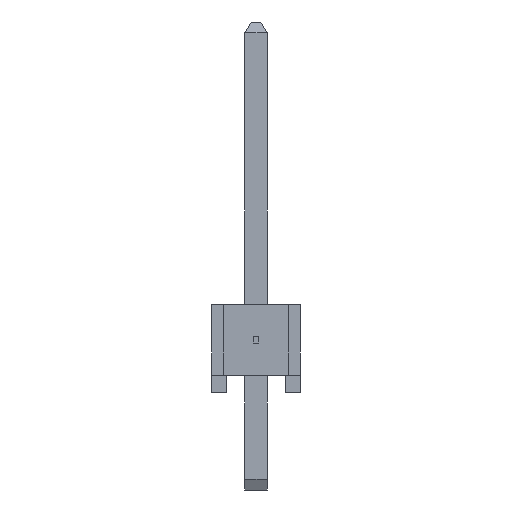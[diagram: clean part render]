
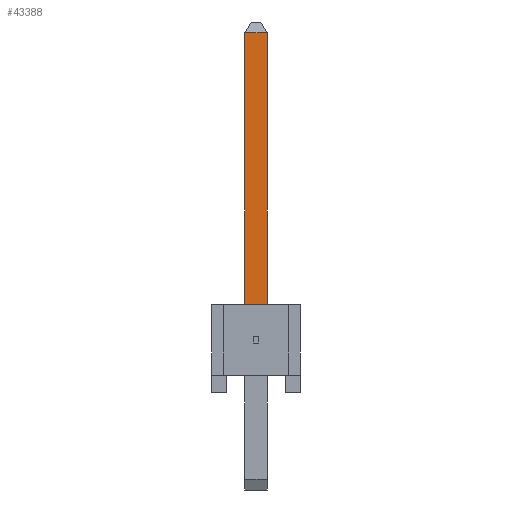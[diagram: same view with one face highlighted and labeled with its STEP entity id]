
A CAD part, left-side view. The second image highlights one B-rep face of the part: STEP entity #43388.
In plain terms, the highlighted planar face has unit normal (-1, 0, 0).
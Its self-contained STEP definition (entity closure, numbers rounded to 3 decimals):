
#43388 = ADVANCED_FACE('',(#43389),#43423,.F.);
#43389 = FACE_BOUND('',#43390,.T.);
#43390 = EDGE_LOOP('',(#43391,#43401,#43409,#43417));
#43391 = ORIENTED_EDGE('',*,*,#43392,.T.);
#43392 = EDGE_CURVE('',#43393,#43395,#43397,.T.);
#43393 = VERTEX_POINT('',#43394);
#43394 = CARTESIAN_POINT('',(-43.498,13.157,0.318));
#43395 = VERTEX_POINT('',#43396);
#43396 = CARTESIAN_POINT('',(-43.498,13.157,-0.318));
#43397 = LINE('',#43398,#43399);
#43398 = CARTESIAN_POINT('',(-43.498,13.157,2.54));
#43399 = VECTOR('',#43400,1.);
#43400 = DIRECTION('',(0.,0.,-1.));
#43401 = ORIENTED_EDGE('',*,*,#43402,.T.);
#43402 = EDGE_CURVE('',#43395,#43403,#43405,.T.);
#43403 = VERTEX_POINT('',#43404);
#43404 = CARTESIAN_POINT('',(-43.498,4.191,-0.318));
#43405 = LINE('',#43406,#43407);
#43406 = CARTESIAN_POINT('',(-43.498,13.462,-0.318));
#43407 = VECTOR('',#43408,1.);
#43408 = DIRECTION('',(0.,-1.,0.));
#43409 = ORIENTED_EDGE('',*,*,#43410,.F.);
#43410 = EDGE_CURVE('',#43411,#43403,#43413,.T.);
#43411 = VERTEX_POINT('',#43412);
#43412 = CARTESIAN_POINT('',(-43.498,4.191,0.318));
#43413 = LINE('',#43414,#43415);
#43414 = CARTESIAN_POINT('',(-43.498,4.191,0.318));
#43415 = VECTOR('',#43416,1.);
#43416 = DIRECTION('',(0.,0.,-1.));
#43417 = ORIENTED_EDGE('',*,*,#43418,.F.);
#43418 = EDGE_CURVE('',#43393,#43411,#43419,.T.);
#43419 = LINE('',#43420,#43421);
#43420 = CARTESIAN_POINT('',(-43.498,13.462,0.318));
#43421 = VECTOR('',#43422,1.);
#43422 = DIRECTION('',(0.,-1.,0.));
#43423 = PLANE('',#43424);
#43424 = AXIS2_PLACEMENT_3D('',#43425,#43426,#43427);
#43425 = CARTESIAN_POINT('',(-43.498,13.462,0.318));
#43426 = DIRECTION('',(1.,0.,0.));
#43427 = DIRECTION('',(0.,0.,-1.));
